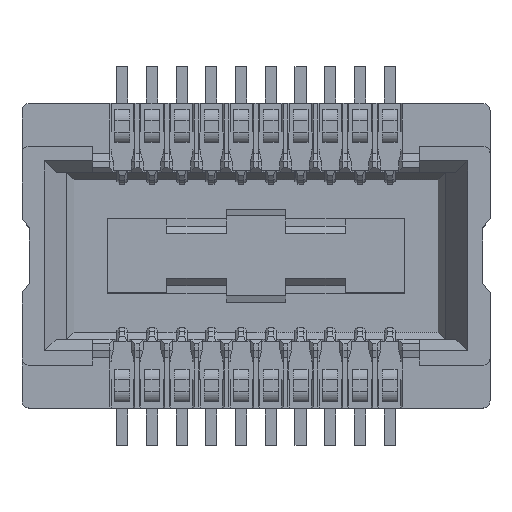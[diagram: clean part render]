
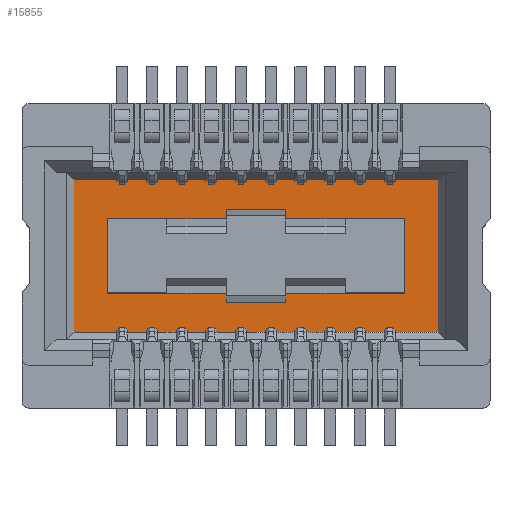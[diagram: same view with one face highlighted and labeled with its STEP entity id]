
A CAD part, top view. The second image highlights one B-rep face of the part: STEP entity #15855.
In plain terms, the highlighted planar face has unit normal (0, 0, 1).
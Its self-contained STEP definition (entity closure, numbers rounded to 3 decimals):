
#745=CARTESIAN_POINT('',(-2.,-0.5,0.67));
#746=VERTEX_POINT('',#745);
#747=CARTESIAN_POINT('',(-2.,0.5,0.67));
#748=VERTEX_POINT('',#747);
#749=CARTESIAN_POINT('',(-2.,-0.5,0.67));
#750=DIRECTION('',(0.,1.,0.));
#751=VECTOR('',#750,1.);
#752=LINE('',#749,#751);
#753=EDGE_CURVE('',#746,#748,#752,.T.);
#795=CARTESIAN_POINT('',(2.,-0.5,0.67));
#796=VERTEX_POINT('',#795);
#803=CARTESIAN_POINT('',(2.,0.5,0.67));
#804=VERTEX_POINT('',#803);
#805=CARTESIAN_POINT('',(2.,0.5,0.67));
#806=DIRECTION('',(0.,-1.,0.));
#807=VECTOR('',#806,1.);
#808=LINE('',#805,#807);
#809=EDGE_CURVE('',#804,#796,#808,.T.);
#1113=CARTESIAN_POINT('',(-0.4,0.5,0.67));
#1114=VERTEX_POINT('',#1113);
#1121=CARTESIAN_POINT('',(-2.,0.5,0.67));
#1122=DIRECTION('',(1.,0.,0.));
#1123=VECTOR('',#1122,1.6);
#1124=LINE('',#1121,#1123);
#1125=EDGE_CURVE('',#748,#1114,#1124,.T.);
#1136=CARTESIAN_POINT('',(0.4,0.5,0.67));
#1137=VERTEX_POINT('',#1136);
#1138=CARTESIAN_POINT('',(0.4,0.5,0.67));
#1139=DIRECTION('',(1.,0.,0.));
#1140=VECTOR('',#1139,1.6);
#1141=LINE('',#1138,#1140);
#1142=EDGE_CURVE('',#1137,#804,#1141,.T.);
#1175=CARTESIAN_POINT('',(0.4,-0.5,0.67));
#1176=VERTEX_POINT('',#1175);
#1183=CARTESIAN_POINT('',(2.,-0.5,0.67));
#1184=DIRECTION('',(-1.,0.,0.));
#1185=VECTOR('',#1184,1.6);
#1186=LINE('',#1183,#1185);
#1187=EDGE_CURVE('',#796,#1176,#1186,.T.);
#1198=CARTESIAN_POINT('',(-0.4,-0.5,0.67));
#1199=VERTEX_POINT('',#1198);
#1200=CARTESIAN_POINT('',(-0.4,-0.5,0.67));
#1201=DIRECTION('',(-1.,0.,0.));
#1202=VECTOR('',#1201,1.6);
#1203=LINE('',#1200,#1202);
#1204=EDGE_CURVE('',#1199,#746,#1203,.T.);
#1297=CARTESIAN_POINT('',(-0.4,0.625,0.67));
#1298=VERTEX_POINT('',#1297);
#1305=CARTESIAN_POINT('',(-0.4,0.5,0.67));
#1306=DIRECTION('',(0.,1.,0.));
#1307=VECTOR('',#1306,0.125);
#1308=LINE('',#1305,#1307);
#1309=EDGE_CURVE('',#1114,#1298,#1308,.T.);
#1328=CARTESIAN_POINT('',(0.4,0.625,0.67));
#1329=VERTEX_POINT('',#1328);
#1330=CARTESIAN_POINT('',(0.4,0.625,0.67));
#1331=DIRECTION('',(0.,-1.,0.));
#1332=VECTOR('',#1331,0.125);
#1333=LINE('',#1330,#1332);
#1334=EDGE_CURVE('',#1329,#1137,#1333,.T.);
#1361=CARTESIAN_POINT('',(0.4,-0.625,0.67));
#1362=VERTEX_POINT('',#1361);
#1369=CARTESIAN_POINT('',(0.4,-0.5,0.67));
#1370=DIRECTION('',(0.,-1.,0.));
#1371=VECTOR('',#1370,0.125);
#1372=LINE('',#1369,#1371);
#1373=EDGE_CURVE('',#1176,#1362,#1372,.T.);
#1392=CARTESIAN_POINT('',(-0.4,-0.625,0.67));
#1393=VERTEX_POINT('',#1392);
#1394=CARTESIAN_POINT('',(-0.4,-0.625,0.67));
#1395=DIRECTION('',(0.,1.,0.));
#1396=VECTOR('',#1395,0.125);
#1397=LINE('',#1394,#1396);
#1398=EDGE_CURVE('',#1393,#1199,#1397,.T.);
#1426=CARTESIAN_POINT('',(-0.4,0.625,0.67));
#1427=DIRECTION('',(1.,0.,0.));
#1428=VECTOR('',#1427,0.8);
#1429=LINE('',#1426,#1428);
#1430=EDGE_CURVE('',#1298,#1329,#1429,.T.);
#1441=CARTESIAN_POINT('',(0.4,-0.625,0.67));
#1442=DIRECTION('',(-1.,0.,0.));
#1443=VECTOR('',#1442,0.8);
#1444=LINE('',#1441,#1443);
#1445=EDGE_CURVE('',#1362,#1393,#1444,.T.);
#1586=CARTESIAN_POINT('',(2.45,1.025,0.67));
#1587=VERTEX_POINT('',#1586);
#1594=CARTESIAN_POINT('',(2.45,-1.025,0.67));
#1595=VERTEX_POINT('',#1594);
#1596=CARTESIAN_POINT('',(2.45,-1.025,0.67));
#1597=DIRECTION('',(0.,1.,0.));
#1598=VECTOR('',#1597,2.05);
#1599=LINE('',#1596,#1598);
#1600=EDGE_CURVE('',#1595,#1587,#1599,.T.);
#1623=CARTESIAN_POINT('',(-2.45,-1.025,0.67));
#1624=VERTEX_POINT('',#1623);
#1625=CARTESIAN_POINT('',(-2.45,-1.025,0.67));
#1626=DIRECTION('',(1.,0.,0.));
#1627=VECTOR('',#1626,4.9);
#1628=LINE('',#1625,#1627);
#1629=EDGE_CURVE('',#1624,#1595,#1628,.T.);
#1651=CARTESIAN_POINT('',(-2.45,1.025,0.67));
#1652=VERTEX_POINT('',#1651);
#1659=CARTESIAN_POINT('',(2.45,1.025,0.67));
#1660=DIRECTION('',(-1.,0.,0.));
#1661=VECTOR('',#1660,4.9);
#1662=LINE('',#1659,#1661);
#1663=EDGE_CURVE('',#1587,#1652,#1662,.T.);
#1676=CARTESIAN_POINT('',(-2.45,1.025,0.67));
#1677=DIRECTION('',(0.,-1.,0.));
#1678=VECTOR('',#1677,2.05);
#1679=LINE('',#1676,#1678);
#1680=EDGE_CURVE('',#1652,#1624,#1679,.T.);
#15830=CARTESIAN_POINT('',(0.,-1.425,0.67));
#15831=DIRECTION('',(-1.,0.,0.));
#15832=DIRECTION('',(0.,0.,1.));
#15833=AXIS2_PLACEMENT_3D('',#15830,#15832,#15831);
#15834=PLANE('',#15833);
#15835=ORIENTED_EDGE('',*,*,#1680,.T.);
#15836=ORIENTED_EDGE('',*,*,#1629,.T.);
#15837=ORIENTED_EDGE('',*,*,#1600,.T.);
#15838=ORIENTED_EDGE('',*,*,#1663,.T.);
#15839=EDGE_LOOP('',(#15835,#15836,#15837,#15838));
#15840=FACE_OUTER_BOUND('',#15839,.T.);
#15841=ORIENTED_EDGE('',*,*,#753,.T.);
#15842=ORIENTED_EDGE('',*,*,#1125,.T.);
#15843=ORIENTED_EDGE('',*,*,#1309,.T.);
#15844=ORIENTED_EDGE('',*,*,#1430,.T.);
#15845=ORIENTED_EDGE('',*,*,#1334,.T.);
#15846=ORIENTED_EDGE('',*,*,#1142,.T.);
#15847=ORIENTED_EDGE('',*,*,#809,.T.);
#15848=ORIENTED_EDGE('',*,*,#1187,.T.);
#15849=ORIENTED_EDGE('',*,*,#1373,.T.);
#15850=ORIENTED_EDGE('',*,*,#1445,.T.);
#15851=ORIENTED_EDGE('',*,*,#1398,.T.);
#15852=ORIENTED_EDGE('',*,*,#1204,.T.);
#15853=EDGE_LOOP('',(#15841,#15842,#15843,#15844,#15845,#15846,#15847,#15848,#15849,#15850,#15851,#15852));
#15854=FACE_BOUND('',#15853,.T.);
#15855=ADVANCED_FACE('',(#15840,#15854),#15834,.T.);
